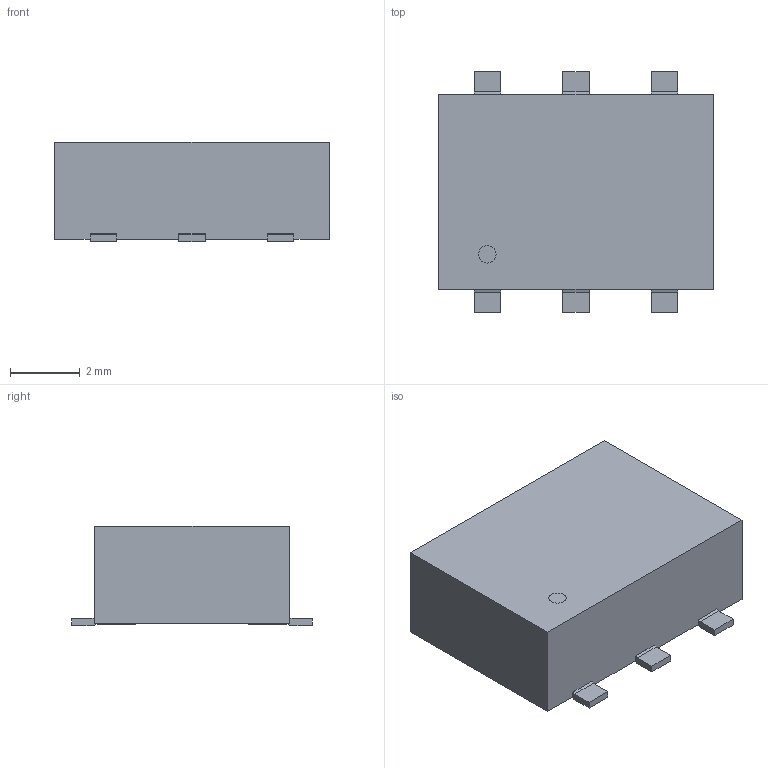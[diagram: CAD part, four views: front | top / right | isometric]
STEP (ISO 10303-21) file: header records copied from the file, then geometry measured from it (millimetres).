
FILE_DESCRIPTION((''),'2;1');
FILE_NAME('XFMR_MINI-CIRCUITS_CD542.stp','2011-09-01T11:20:56',(''),(''),'Mechanical Desktop 2011','Mechanical Desktop 2011',', , ');
FILE_SCHEMA(('AUTOMOTIVE_DESIGN { 1 2 10303 214 1 1 1 1 }'));
Length unit declared in the file: millimetre
Products named in the file (1): Product
Bounding box: 7.87 x 6.9 x 2.84 mm (x, y, z)
Volume: 122.8 mm3; surface area: 188.6 mm2
Topology: 8 solids, 8 shells, 103 faces, 260 edges, 175 vertices
Faces by surface type: plane 50, bspline 49, cylinder 4
Entity records: 3095 total; most frequent: CARTESIAN_POINT 684, ORIENTED_EDGE 516, DIRECTION 379, EDGE_CURVE 258, VECTOR 251, LINE 251, VERTEX_POINT 172, EDGE_LOOP 104
